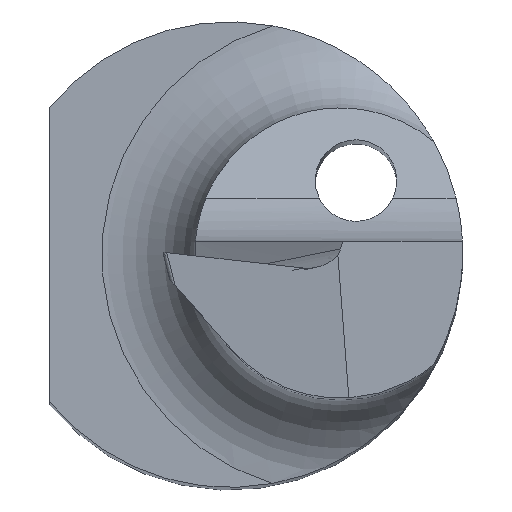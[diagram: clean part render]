
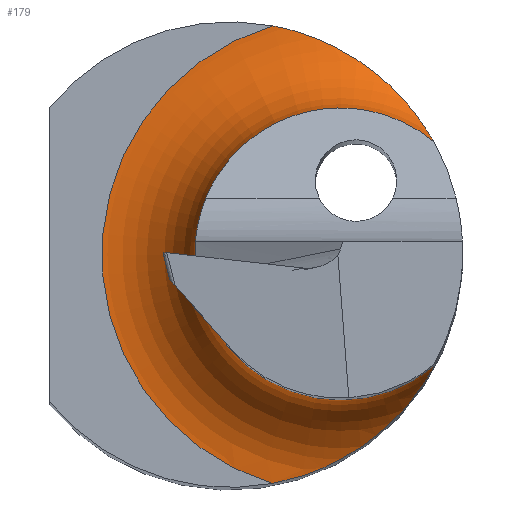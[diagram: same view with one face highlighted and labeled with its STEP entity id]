
A CAD part, top view. The second image highlights one B-rep face of the part: STEP entity #179.
In plain terms, the highlighted toroidal (fillet/blend) face has major radius 2.05 mm and minor radius 0.8 mm.
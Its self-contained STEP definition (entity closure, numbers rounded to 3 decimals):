
#19 = ORIENTED_EDGE ( 'NONE', *, *, #329, .T. ) ;
#20 = CARTESIAN_POINT ( 'NONE',  ( 1.758, 0.954, 14.711 ) ) ;
#31 = CARTESIAN_POINT ( 'NONE',  ( 0.703, 1.88, 14.011 ) ) ;
#39 = B_SPLINE_CURVE_WITH_KNOTS ( 'NONE', 3,
 ( #189, #626, #438, #108, #51, #760, #298, #698, #374, #733, #482, #550 ),
 .UNSPECIFIED., .F., .F.,
 ( 4, 2, 2, 2, 2, 4 ),
 ( 0., 0.001, 0.001, 0.002, 0.002, 0.002 ),
 .UNSPECIFIED. ) ;
#41 = EDGE_CURVE ( 'NONE', #160, #540, #39, .T. ) ;
#51 = CARTESIAN_POINT ( 'NONE',  ( 1.156, -1.64, 14.103 ) ) ;
#72 = DIRECTION ( 'NONE',  ( 0., 0., 1. ) ) ;
#96 = AXIS2_PLACEMENT_3D ( 'NONE', #793, #156, #254 ) ;
#106 = CIRCLE ( 'NONE', #162, 2.05 ) ;
#108 = CARTESIAN_POINT ( 'NONE',  ( 1.013, -1.733, 14.063 ) ) ;
#141 = CARTESIAN_POINT ( 'NONE',  ( 0.54, 1.934, 14. ) ) ;
#156 = DIRECTION ( 'NONE',  ( 0., 0., -1. ) ) ;
#160 = VERTEX_POINT ( 'NONE', #708 ) ;
#162 = AXIS2_PLACEMENT_3D ( 'NONE', #585, #194, #341 ) ;
#172 = ORIENTED_EDGE ( 'NONE', *, *, #41, .T. ) ;
#176 = CARTESIAN_POINT ( 'NONE',  ( 1.758, -0.954, 14.8 ) ) ;
#179 = ADVANCED_FACE ( 'NONE', ( #240 ), #750, .F. ) ;
#184 = AXIS2_PLACEMENT_3D ( 'NONE', #367, #72, #455 ) ;
#189 = CARTESIAN_POINT ( 'NONE',  ( 0.368, -1.966, 14. ) ) ;
#194 = DIRECTION ( 'NONE',  ( 0., 0., 1. ) ) ;
#206 = CARTESIAN_POINT ( 'NONE',  ( 1.644, 1.141, 14.438 ) ) ;
#240 = FACE_OUTER_BOUND ( 'NONE', #485, .T. ) ;
#254 = DIRECTION ( 'NONE',  ( -1., 0., 0. ) ) ;
#258 = CARTESIAN_POINT ( 'NONE',  ( 1.408, 1.43, 14.217 ) ) ;
#298 = CARTESIAN_POINT ( 'NONE',  ( 1.515, -1.313, 14.289 ) ) ;
#318 = EDGE_CURVE ( 'NONE', #337, #160, #106, .T. ) ;
#329 = EDGE_CURVE ( 'NONE', #332, #337, #778, .T. ) ;
#330 = EDGE_CURVE ( 'NONE', #540, #332, #676, .T. ) ;
#332 = VERTEX_POINT ( 'NONE', #474 ) ;
#337 = VERTEX_POINT ( 'NONE', #711 ) ;
#341 = DIRECTION ( 'NONE',  ( -1., 0., 0. ) ) ;
#367 = CARTESIAN_POINT ( 'NONE',  ( 0.95, 0., 14.8 ) ) ;
#374 = CARTESIAN_POINT ( 'NONE',  ( 1.681, -1.085, 14.495 ) ) ;
#400 = CARTESIAN_POINT ( 'NONE',  ( 1.515, 1.314, 14.289 ) ) ;
#438 = CARTESIAN_POINT ( 'NONE',  ( 0.703, -1.88, 14.011 ) ) ;
#455 = DIRECTION ( 'NONE',  ( -1., 0., 0. ) ) ;
#458 = CARTESIAN_POINT ( 'NONE',  ( 0.368, 1.966, 14. ) ) ;
#474 = CARTESIAN_POINT ( 'NONE',  ( 1.758, 0.954, 14.8 ) ) ;
#482 = CARTESIAN_POINT ( 'NONE',  ( 1.758, -0.954, 14.711 ) ) ;
#485 = EDGE_LOOP ( 'NONE', ( #172, #598, #19, #533 ) ) ;
#529 = CARTESIAN_POINT ( 'NONE',  ( 1.156, 1.641, 14.102 ) ) ;
#533 = ORIENTED_EDGE ( 'NONE', *, *, #318, .T. ) ;
#534 = CARTESIAN_POINT ( 'NONE',  ( 1.738, 0.991, 14.63 ) ) ;
#540 = VERTEX_POINT ( 'NONE', #176 ) ;
#550 = CARTESIAN_POINT ( 'NONE',  ( 1.758, -0.954, 14.8 ) ) ;
#585 = CARTESIAN_POINT ( 'NONE',  ( 0.95, 0., 14. ) ) ;
#598 = ORIENTED_EDGE ( 'NONE', *, *, #330, .T. ) ;
#626 = CARTESIAN_POINT ( 'NONE',  ( 0.54, -1.934, 14. ) ) ;
#668 = CARTESIAN_POINT ( 'NONE',  ( 1.758, 0.954, 14.8 ) ) ;
#676 = CIRCLE ( 'NONE', #96, 1.25 ) ;
#698 = CARTESIAN_POINT ( 'NONE',  ( 1.644, -1.142, 14.438 ) ) ;
#708 = CARTESIAN_POINT ( 'NONE',  ( 0.368, -1.966, 14. ) ) ;
#711 = CARTESIAN_POINT ( 'NONE',  ( 0.368, 1.966, 14. ) ) ;
#731 = CARTESIAN_POINT ( 'NONE',  ( 1.013, 1.733, 14.063 ) ) ;
#733 = CARTESIAN_POINT ( 'NONE',  ( 1.738, -0.991, 14.63 ) ) ;
#750 = TOROIDAL_SURFACE ( 'NONE', #184, 2.05, 0.8 ) ;
#760 = CARTESIAN_POINT ( 'NONE',  ( 1.406, -1.431, 14.216 ) ) ;
#777 = CARTESIAN_POINT ( 'NONE',  ( 1.681, 1.085, 14.494 ) ) ;
#778 = B_SPLINE_CURVE_WITH_KNOTS ( 'NONE', 3,
 ( #668, #20, #534, #777, #206, #400, #258, #529, #731, #31, #141, #458 ),
 .UNSPECIFIED., .F., .F.,
 ( 4, 2, 2, 2, 2, 4 ),
 ( 0., 0., 0.001, 0.001, 0.002, 0.002 ),
 .UNSPECIFIED. ) ;
#793 = CARTESIAN_POINT ( 'NONE',  ( 0.95, 0., 14.8 ) ) ;
